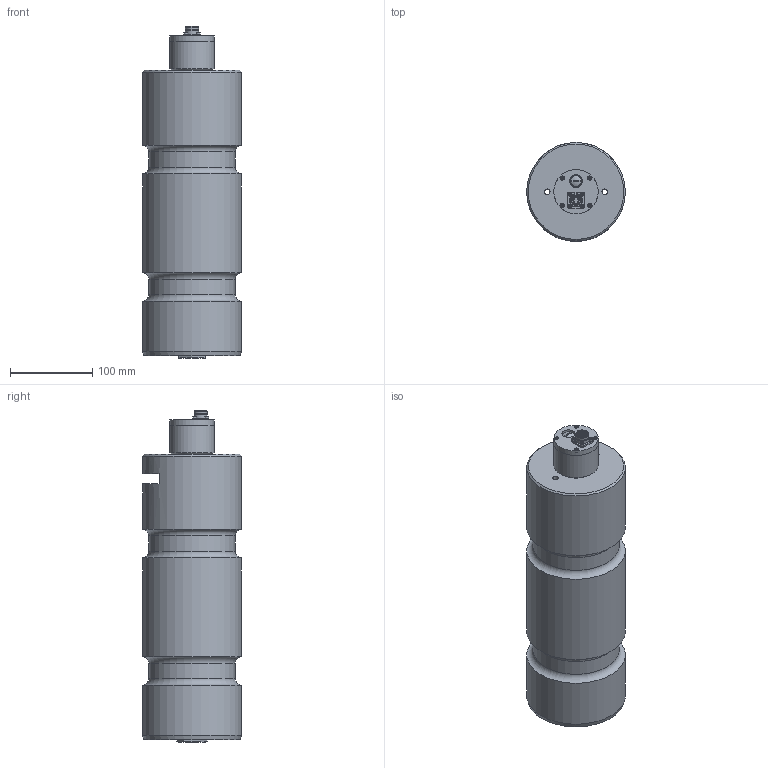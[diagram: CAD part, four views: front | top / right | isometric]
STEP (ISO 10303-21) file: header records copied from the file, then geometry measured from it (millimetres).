
FILE_DESCRIPTION (( 'STEP AP203' ), '1' );
FILE_NAME ('422-621-000-001.STEP', '2016-06-29T12:01:50', ( 'magtroladmin' ), ( 'Hewlett-Packard Company' ), 'SwSTEP 2.0', 'SolidWorks 2016', '' );
FILE_SCHEMA (( 'CONFIG_CONTROL_DESIGN' ));
Length unit declared in the file: millimetre
Products named in the file (1): 422-621-000-001
Bounding box: 120 x 120 x 404 mm (x, y, z)
Surface area: 172059.7 mm2 (no closed solid volume)
Topology: 0 solids, 31 shells, 160 faces, 412 edges, 278 vertices
Faces by surface type: plane 79, cylinder 40, torus 22, cone 18, sphere 1
Full cylindrical faces by diameter (mm): 0.8 x4, 1.6 x4, 2.1 x1, 4.5 x4, 5 x4, 6.8 x4, 12 x1, 14 x1, 15 x2, 16 x3, 54 x2, 105 x2, 120 x3
Entity records: 4438 total; most frequent: CARTESIAN_POINT 804, DIRECTION 777, ORIENTED_EDGE 504, EDGE_CURVE 323, AXIS2_PLACEMENT_3D 301, EDGE_LOOP 268, VERTEX_POINT 264, FACE_OUTER_BOUND 218
